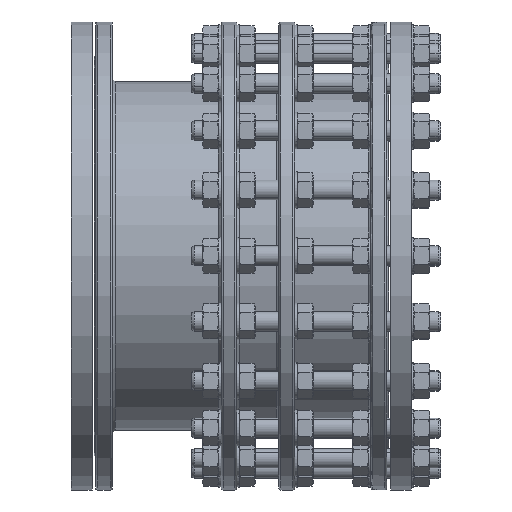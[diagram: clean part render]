
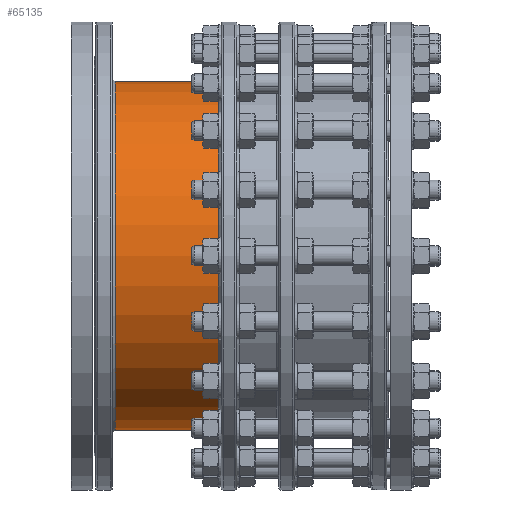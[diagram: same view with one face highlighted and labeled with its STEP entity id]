
A CAD part, top view. The second image highlights one B-rep face of the part: STEP entity #65135.
In plain terms, the highlighted cylindrical face has radius 266.5 mm (diameter 533 mm), a partial arc.
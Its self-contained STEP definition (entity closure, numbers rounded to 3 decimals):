
#13429=CARTESIAN_POINT('',(32.,0.,0.));
#13430=DIRECTION('',(1.,0.,0.));
#13431=DIRECTION('',(0.,1.,0.));
#13432=AXIS2_PLACEMENT_3D('',#13429,#13430,#13431);
#13452=DIRECTION('',(-1.,0.,0.));
#13453=VECTOR('',#13452,158.);
#13454=CARTESIAN_POINT('',(190.,266.5,0.));
#13455=LINE('',#13454,#13453);
#13456=DIRECTION('',(1.,0.,0.));
#13457=VECTOR('',#13456,158.);
#13458=CARTESIAN_POINT('',(32.,-266.5,0.));
#13459=LINE('',#13458,#13457);
#13478=CARTESIAN_POINT('',(190.,0.,0.));
#13479=DIRECTION('',(1.,0.,0.));
#13480=DIRECTION('',(0.,1.,0.));
#13481=AXIS2_PLACEMENT_3D('',#13478,#13479,#13480);
#50430=CARTESIAN_POINT('',(190.,266.5,0.));
#50431=CARTESIAN_POINT('',(190.,-266.5,0.));
#50432=VERTEX_POINT('',#50430);
#50433=VERTEX_POINT('',#50431);
#50438=CARTESIAN_POINT('',(32.,266.5,0.));
#50439=CARTESIAN_POINT('',(32.,-266.5,0.));
#50440=VERTEX_POINT('',#50438);
#50441=VERTEX_POINT('',#50439);
#65124=CARTESIAN_POINT('',(23.,0.,0.));
#65125=DIRECTION('',(1.,0.,0.));
#65126=DIRECTION('',(0.,-1.,0.));
#65127=AXIS2_PLACEMENT_3D('',#65124,#65125,#65126);
#65128=CYLINDRICAL_SURFACE('',#65127,266.5);
#65129=ORIENTED_EDGE('',*,*,#65116,.T.);
#65130=ORIENTED_EDGE('',*,*,#65092,.F.);
#65131=ORIENTED_EDGE('',*,*,#65062,.F.);
#65132=ORIENTED_EDGE('',*,*,#65089,.F.);
#65133=EDGE_LOOP('',(#65129,#65130,#65131,#65132));
#65134=FACE_OUTER_BOUND('',#65133,.F.);
#65135=ADVANCED_FACE('',(#65134),#65128,.T.);
#13433=CIRCLE('',#13432,266.5);
#13482=CIRCLE('',#13481,266.5);
#65062=EDGE_CURVE('',#50440,#50441,#13433,.T.);
#65089=EDGE_CURVE('',#50432,#50440,#13455,.T.);
#65092=EDGE_CURVE('',#50441,#50433,#13459,.T.);
#65116=EDGE_CURVE('',#50432,#50433,#13482,.T.);
